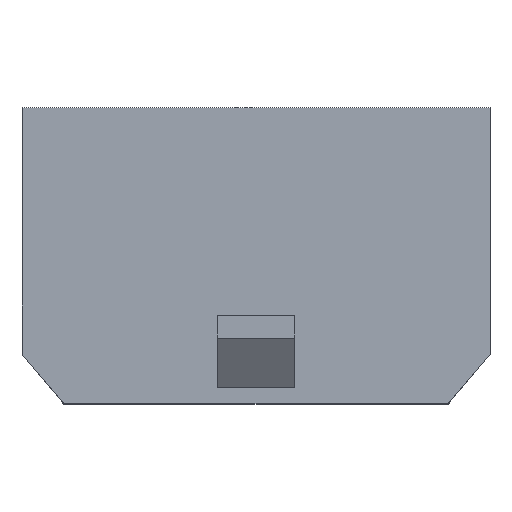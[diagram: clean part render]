
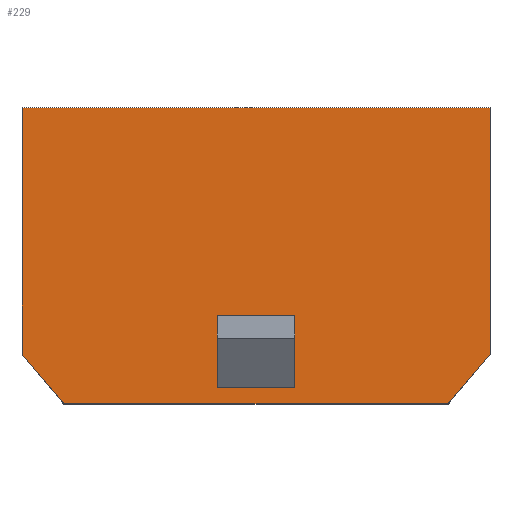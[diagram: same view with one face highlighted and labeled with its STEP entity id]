
A CAD part, top view. The second image highlights one B-rep face of the part: STEP entity #229.
In plain terms, the highlighted planar face has unit normal (0, 0, 1).
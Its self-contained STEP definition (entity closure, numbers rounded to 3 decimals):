
#229=ADVANCED_FACE('',(#603,#604),#413,.T.);
#413=PLANE('',#3326);
#603=FACE_BOUND('',#633,.T.);
#604=FACE_BOUND('',#634,.T.);
#633=EDGE_LOOP('',(#925,#926,#927,#928,#929,#930));
#634=EDGE_LOOP('',(#931,#932,#933,#934));
#925=ORIENTED_EDGE('',*,*,#2065,.F.);
#926=ORIENTED_EDGE('',*,*,#2070,.F.);
#927=ORIENTED_EDGE('',*,*,#2096,.T.);
#928=ORIENTED_EDGE('',*,*,#2097,.T.);
#929=ORIENTED_EDGE('',*,*,#2061,.F.);
#930=ORIENTED_EDGE('',*,*,#2091,.F.);
#931=ORIENTED_EDGE('',*,*,#2098,.T.);
#932=ORIENTED_EDGE('',*,*,#2099,.T.);
#933=ORIENTED_EDGE('',*,*,#2100,.F.);
#934=ORIENTED_EDGE('',*,*,#2101,.F.);
#1772=VERTEX_POINT('',#4467);
#1775=VERTEX_POINT('',#4472);
#1776=VERTEX_POINT('',#4476);
#1779=VERTEX_POINT('',#4481);
#1783=VERTEX_POINT('',#4491);
#1805=VERTEX_POINT('',#4542);
#1806=VERTEX_POINT('',#4545);
#1807=VERTEX_POINT('',#4546);
#1808=VERTEX_POINT('',#4548);
#1809=VERTEX_POINT('',#4550);
#2061=EDGE_CURVE('',#1775,#1772,#2508,.T.);
#2065=EDGE_CURVE('',#1779,#1776,#2512,.T.);
#2070=EDGE_CURVE('',#1783,#1779,#2517,.T.);
#2091=EDGE_CURVE('',#1776,#1775,#2538,.T.);
#2096=EDGE_CURVE('',#1783,#1805,#2543,.T.);
#2097=EDGE_CURVE('',#1805,#1772,#2544,.T.);
#2098=EDGE_CURVE('',#1806,#1807,#2545,.T.);
#2099=EDGE_CURVE('',#1807,#1808,#2546,.T.);
#2100=EDGE_CURVE('',#1809,#1808,#2547,.T.);
#2101=EDGE_CURVE('',#1806,#1809,#2548,.T.);
#2508=LINE('',#4473,#2947);
#2512=LINE('',#4482,#2951);
#2517=LINE('',#4492,#2956);
#2538=LINE('',#4533,#2977);
#2543=LINE('',#4541,#2982);
#2544=LINE('',#4543,#2983);
#2545=LINE('',#4544,#2984);
#2546=LINE('',#4547,#2985);
#2547=LINE('',#4549,#2986);
#2548=LINE('',#4551,#2987);
#2947=VECTOR('',#3585,1.);
#2951=VECTOR('',#3591,1.);
#2956=VECTOR('',#3598,1.);
#2977=VECTOR('',#3621,1.);
#2982=VECTOR('',#3628,1.);
#2983=VECTOR('',#3629,1.);
#2984=VECTOR('',#3630,1.);
#2985=VECTOR('',#3631,1.);
#2986=VECTOR('',#3632,1.);
#2987=VECTOR('',#3633,1.);
#3326=AXIS2_PLACEMENT_3D('',#4552,#3634,#3635);
#3585=DIRECTION('',(-0.643,0.766,0.));
#3591=DIRECTION('',(-0.643,-0.766,0.));
#3598=DIRECTION('',(0.,-1.,0.));
#3621=DIRECTION('',(-1.,0.,0.));
#3628=DIRECTION('',(-1.,0.,0.));
#3629=DIRECTION('',(0.,-1.,0.));
#3630=DIRECTION('',(-1.,0.,0.));
#3631=DIRECTION('',(0.,1.,0.));
#3632=DIRECTION('',(-1.,0.,0.));
#3633=DIRECTION('',(0.,1.,0.));
#3634=DIRECTION('',(0.,0.,1.));
#3635=DIRECTION('',(1.,0.,0.));
#4467=CARTESIAN_POINT('',(-7.825,1.668,3.86));
#4472=CARTESIAN_POINT('',(-6.425,0.,3.86));
#4473=CARTESIAN_POINT('',(-6.425,0.,3.86));
#4476=CARTESIAN_POINT('',(6.425,0.,3.86));
#4481=CARTESIAN_POINT('',(7.825,1.668,3.86));
#4482=CARTESIAN_POINT('',(7.825,1.668,3.86));
#4491=CARTESIAN_POINT('',(7.825,9.9,3.86));
#4492=CARTESIAN_POINT('',(7.825,9.9,3.86));
#4533=CARTESIAN_POINT('',(7.825,0.,3.86));
#4541=CARTESIAN_POINT('',(7.825,9.9,3.86));
#4542=CARTESIAN_POINT('',(-7.825,9.9,3.86));
#4543=CARTESIAN_POINT('',(-7.825,9.9,3.86));
#4544=CARTESIAN_POINT('',(1.3,0.54,3.86));
#4545=CARTESIAN_POINT('',(1.3,0.54,3.86));
#4546=CARTESIAN_POINT('',(-1.3,0.54,3.86));
#4547=CARTESIAN_POINT('',(-1.3,0.54,3.86));
#4548=CARTESIAN_POINT('',(-1.3,2.95,3.86));
#4549=CARTESIAN_POINT('',(1.3,2.95,3.86));
#4550=CARTESIAN_POINT('',(1.3,2.95,3.86));
#4551=CARTESIAN_POINT('',(1.3,0.54,3.86));
#4552=CARTESIAN_POINT('',(7.825,9.9,3.86));
